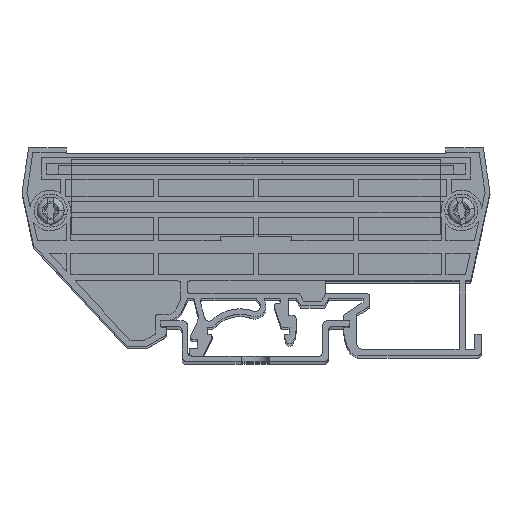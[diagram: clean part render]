
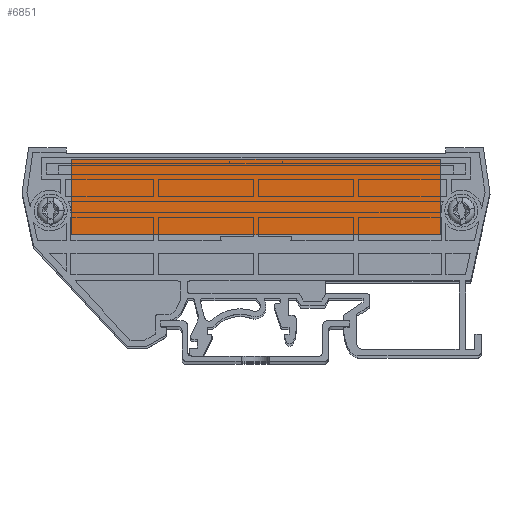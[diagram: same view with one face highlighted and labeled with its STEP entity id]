
A CAD part, top view. The second image highlights one B-rep face of the part: STEP entity #6851.
In plain terms, the highlighted planar face has unit normal (0, 0, 1).
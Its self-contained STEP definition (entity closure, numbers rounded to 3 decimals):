
#1459 = VERTEX_POINT ( 'NONE', #26085 ) ;
#2832 = VERTEX_POINT ( 'NONE', #4305 ) ;
#2945 = LINE ( 'NONE', #5533, #18558 ) ;
#3554 = LINE ( 'NONE', #19127, #9012 ) ;
#3561 = ORIENTED_EDGE ( 'NONE', *, *, #24919, .T. ) ;
#4154 = AXIS2_PLACEMENT_3D ( 'NONE', #10629, #4716, #16823 ) ;
#4208 = ORIENTED_EDGE ( 'NONE', *, *, #16608, .T. ) ;
#4305 = CARTESIAN_POINT ( 'NONE',  ( -34.267, 6.95, -0.5 ) ) ;
#4716 = DIRECTION ( 'NONE',  ( 0., 0., -1. ) ) ;
#5031 = CARTESIAN_POINT ( 'NONE',  ( -34.267, -7.05, -0.5 ) ) ;
#5533 = CARTESIAN_POINT ( 'NONE',  ( -34.267, 6.95, -0.5 ) ) ;
#6018 = EDGE_CURVE ( 'NONE', #1459, #16182, #8354, .T. ) ;
#6385 = CARTESIAN_POINT ( 'NONE',  ( -34.267, -7.05, -0.5 ) ) ;
#6851 = ADVANCED_FACE ( 'NONE', ( #22270 ), #20729, .F. ) ;
#7323 = ORIENTED_EDGE ( 'NONE', *, *, #6018, .T. ) ;
#8162 = DIRECTION ( 'NONE',  ( 0., 1., 0. ) ) ;
#8354 = LINE ( 'NONE', #10457, #22656 ) ;
#8362 = DIRECTION ( 'NONE',  ( 1., 0., 0. ) ) ;
#9012 = VECTOR ( 'NONE', #15225, 1000. ) ;
#10043 = VECTOR ( 'NONE', #8362, 1000. ) ;
#10457 = CARTESIAN_POINT ( 'NONE',  ( 33.733, -7.05, -0.5 ) ) ;
#10629 = CARTESIAN_POINT ( 'NONE',  ( 33.733, 6.95, -0.5 ) ) ;
#15225 = DIRECTION ( 'NONE',  ( 0., -1., 0. ) ) ;
#15353 = VERTEX_POINT ( 'NONE', #5031 ) ;
#16182 = VERTEX_POINT ( 'NONE', #21999 ) ;
#16608 = EDGE_CURVE ( 'NONE', #2832, #15353, #3554, .T. ) ;
#16823 = DIRECTION ( 'NONE',  ( -1., 0., 0. ) ) ;
#17653 = ORIENTED_EDGE ( 'NONE', *, *, #23659, .T. ) ;
#18558 = VECTOR ( 'NONE', #25747, 1000. ) ;
#19127 = CARTESIAN_POINT ( 'NONE',  ( -34.267, -7.05, -0.5 ) ) ;
#19240 = LINE ( 'NONE', #6385, #10043 ) ;
#20457 = EDGE_LOOP ( 'NONE', ( #7323, #17653, #4208, #3561 ) ) ;
#20729 = PLANE ( 'NONE',  #4154 ) ;
#21999 = CARTESIAN_POINT ( 'NONE',  ( 33.733, 6.95, -0.5 ) ) ;
#22270 = FACE_OUTER_BOUND ( 'NONE', #20457, .T. ) ;
#22656 = VECTOR ( 'NONE', #8162, 1000. ) ;
#23659 = EDGE_CURVE ( 'NONE', #16182, #2832, #2945, .T. ) ;
#24919 = EDGE_CURVE ( 'NONE', #15353, #1459, #19240, .T. ) ;
#25747 = DIRECTION ( 'NONE',  ( -1., 0., 0. ) ) ;
#26085 = CARTESIAN_POINT ( 'NONE',  ( 33.733, -7.05, -0.5 ) ) ;
